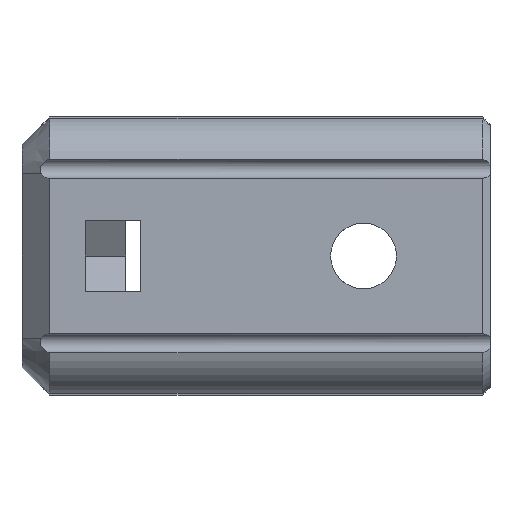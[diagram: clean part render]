
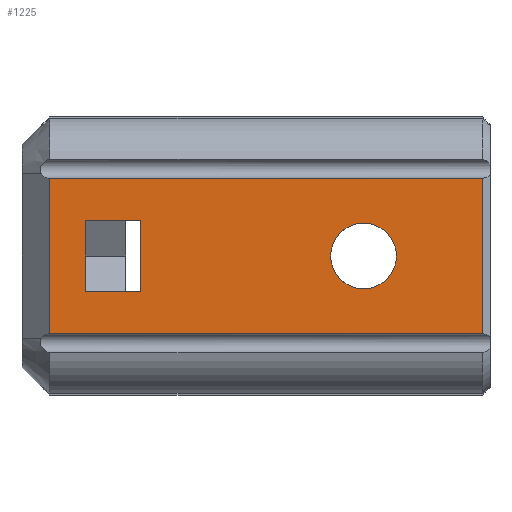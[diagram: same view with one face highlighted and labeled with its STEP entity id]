
A CAD part, left-side view. The second image highlights one B-rep face of the part: STEP entity #1225.
In plain terms, the highlighted planar face has unit normal (-1, 0, 0).
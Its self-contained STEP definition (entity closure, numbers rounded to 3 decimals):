
#52 = CARTESIAN_POINT ( 'NONE',  ( -13.5, 10., -2.6 ) ) ;
#125 = ORIENTED_EDGE ( 'NONE', *, *, #3118, .T. ) ;
#139 = VECTOR ( 'NONE', #2578, 1000. ) ;
#143 = VECTOR ( 'NONE', #2793, 1000. ) ;
#145 = ORIENTED_EDGE ( 'NONE', *, *, #1822, .T. ) ;
#219 = ORIENTED_EDGE ( 'NONE', *, *, #711, .T. ) ;
#421 = AXIS2_PLACEMENT_3D ( 'NONE', #3211, #669, #3205 ) ;
#453 = FACE_OUTER_BOUND ( 'NONE', #3068, .T. ) ;
#472 = LINE ( 'NONE', #2869, #3460 ) ;
#539 = VERTEX_POINT ( 'NONE', #1834 ) ;
#615 = VERTEX_POINT ( 'NONE', #3185 ) ;
#655 = VERTEX_POINT ( 'NONE', #2638 ) ;
#664 = CARTESIAN_POINT ( 'NONE',  ( -13.5, 27.6, -2.8 ) ) ;
#669 = DIRECTION ( 'NONE',  ( 1., 0., 0. ) ) ;
#684 = AXIS2_PLACEMENT_3D ( 'NONE', #1503, #1951, #1513 ) ;
#711 = EDGE_CURVE ( 'NONE', #615, #2721, #2668, .T. ) ;
#712 = CARTESIAN_POINT ( 'NONE',  ( -13.5, 27.6, 2.8 ) ) ;
#808 = LINE ( 'NONE', #1407, #143 ) ;
#837 = ORIENTED_EDGE ( 'NONE', *, *, #1124, .F. ) ;
#863 = DIRECTION ( 'NONE',  ( 0., 1., 0. ) ) ;
#880 = VERTEX_POINT ( 'NONE', #712 ) ;
#1021 = CARTESIAN_POINT ( 'NONE',  ( -13.5, 10., 2.6 ) ) ;
#1073 = ORIENTED_EDGE ( 'NONE', *, *, #2043, .T. ) ;
#1111 = AXIS2_PLACEMENT_3D ( 'NONE', #2608, #2352, #1756 ) ;
#1124 = EDGE_CURVE ( 'NONE', #880, #2721, #1343, .T. ) ;
#1130 = FACE_BOUND ( 'NONE', #1288, .T. ) ;
#1171 = DIRECTION ( 'NONE',  ( 0., 1., 0. ) ) ;
#1225 = ADVANCED_FACE ( 'NONE', ( #3272, #1130, #453 ), #3326, .F. ) ;
#1272 = CARTESIAN_POINT ( 'NONE',  ( -13.5, 32., 2.8 ) ) ;
#1288 = EDGE_LOOP ( 'NONE', ( #1506, #1073, #219, #837 ) ) ;
#1335 = CARTESIAN_POINT ( 'NONE',  ( -13.5, 0.6, -6.15 ) ) ;
#1343 = LINE ( 'NONE', #3437, #1438 ) ;
#1395 = LINE ( 'NONE', #1964, #2147 ) ;
#1407 = CARTESIAN_POINT ( 'NONE',  ( -13.5, 27.6, 2.8 ) ) ;
#1423 = DIRECTION ( 'NONE',  ( 0., 0., 1. ) ) ;
#1438 = VECTOR ( 'NONE', #1171, 1000. ) ;
#1442 = ORIENTED_EDGE ( 'NONE', *, *, #1489, .F. ) ;
#1489 = EDGE_CURVE ( 'NONE', #3039, #2380, #2310, .T. ) ;
#1503 = CARTESIAN_POINT ( 'NONE',  ( -13.5, 10., 0. ) ) ;
#1506 = ORIENTED_EDGE ( 'NONE', *, *, #1839, .F. ) ;
#1513 = DIRECTION ( 'NONE',  ( 0., 0., -1. ) ) ;
#1629 = EDGE_CURVE ( 'NONE', #2179, #3649, #2187, .T. ) ;
#1642 = VECTOR ( 'NONE', #863, 1000. ) ;
#1756 = DIRECTION ( 'NONE',  ( 0., 0., -1. ) ) ;
#1766 = CARTESIAN_POINT ( 'NONE',  ( -13.5, 34.8, -6.15 ) ) ;
#1772 = VECTOR ( 'NONE', #2327, 1000. ) ;
#1822 = EDGE_CURVE ( 'NONE', #3039, #655, #3619, .T. ) ;
#1834 = CARTESIAN_POINT ( 'NONE',  ( -13.5, 34.8, 6.15 ) ) ;
#1839 = EDGE_CURVE ( 'NONE', #2404, #880, #808, .T. ) ;
#1951 = DIRECTION ( 'NONE',  ( 1., 0., 0. ) ) ;
#1964 = CARTESIAN_POINT ( 'NONE',  ( -13.5, 27.6, -2.8 ) ) ;
#2007 = VECTOR ( 'NONE', #1423, 1000. ) ;
#2029 = CARTESIAN_POINT ( 'NONE',  ( -13.5, 32., 2.8 ) ) ;
#2043 = EDGE_CURVE ( 'NONE', #2404, #615, #1395, .T. ) ;
#2054 = CARTESIAN_POINT ( 'NONE',  ( -13.5, 34.8, 11. ) ) ;
#2147 = VECTOR ( 'NONE', #3516, 1000. ) ;
#2179 = VERTEX_POINT ( 'NONE', #52 ) ;
#2187 = CIRCLE ( 'NONE', #684, 2.6 ) ;
#2273 = ORIENTED_EDGE ( 'NONE', *, *, #1629, .T. ) ;
#2310 = LINE ( 'NONE', #2425, #1642 ) ;
#2327 = DIRECTION ( 'NONE',  ( 0., 0., -1. ) ) ;
#2352 = DIRECTION ( 'NONE',  ( 1., 0., 0. ) ) ;
#2380 = VERTEX_POINT ( 'NONE', #1766 ) ;
#2404 = VERTEX_POINT ( 'NONE', #664 ) ;
#2425 = CARTESIAN_POINT ( 'NONE',  ( -13.5, 0., -6.15 ) ) ;
#2512 = ORIENTED_EDGE ( 'NONE', *, *, #3320, .T. ) ;
#2578 = DIRECTION ( 'NONE',  ( 0., 0., 1. ) ) ;
#2605 = LINE ( 'NONE', #2054, #1772 ) ;
#2608 = CARTESIAN_POINT ( 'NONE',  ( -13.5, 0., 11. ) ) ;
#2638 = CARTESIAN_POINT ( 'NONE',  ( -13.5, 0.6, 6.15 ) ) ;
#2668 = LINE ( 'NONE', #2029, #2007 ) ;
#2684 = ORIENTED_EDGE ( 'NONE', *, *, #3414, .T. ) ;
#2721 = VERTEX_POINT ( 'NONE', #1272 ) ;
#2793 = DIRECTION ( 'NONE',  ( 0., 0., 1. ) ) ;
#2869 = CARTESIAN_POINT ( 'NONE',  ( -13.5, 0., 6.15 ) ) ;
#2881 = CARTESIAN_POINT ( 'NONE',  ( -13.5, 0.6, 11. ) ) ;
#3039 = VERTEX_POINT ( 'NONE', #1335 ) ;
#3068 = EDGE_LOOP ( 'NONE', ( #1442, #145, #2512, #2684 ) ) ;
#3118 = EDGE_CURVE ( 'NONE', #3649, #2179, #3503, .T. ) ;
#3131 = DIRECTION ( 'NONE',  ( 0., 1., 0. ) ) ;
#3185 = CARTESIAN_POINT ( 'NONE',  ( -13.5, 32., -2.8 ) ) ;
#3205 = DIRECTION ( 'NONE',  ( 0., 0., -1. ) ) ;
#3211 = CARTESIAN_POINT ( 'NONE',  ( -13.5, 10., 0. ) ) ;
#3272 = FACE_BOUND ( 'NONE', #3582, .T. ) ;
#3320 = EDGE_CURVE ( 'NONE', #655, #539, #472, .T. ) ;
#3326 = PLANE ( 'NONE',  #1111 ) ;
#3414 = EDGE_CURVE ( 'NONE', #539, #2380, #2605, .T. ) ;
#3437 = CARTESIAN_POINT ( 'NONE',  ( -13.5, 27.6, 2.8 ) ) ;
#3460 = VECTOR ( 'NONE', #3131, 1000. ) ;
#3503 = CIRCLE ( 'NONE', #421, 2.6 ) ;
#3516 = DIRECTION ( 'NONE',  ( 0., 1., 0. ) ) ;
#3582 = EDGE_LOOP ( 'NONE', ( #2273, #125 ) ) ;
#3619 = LINE ( 'NONE', #2881, #139 ) ;
#3649 = VERTEX_POINT ( 'NONE', #1021 ) ;
